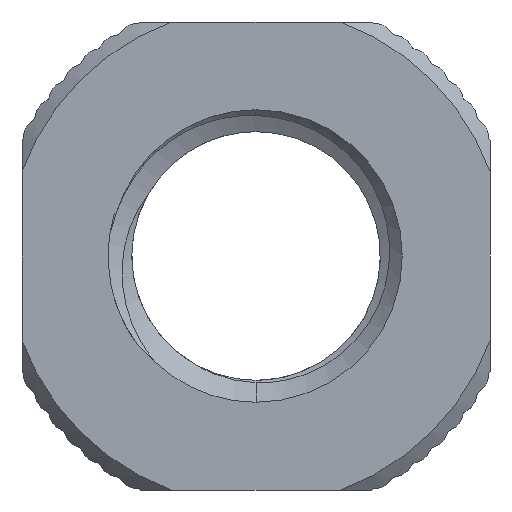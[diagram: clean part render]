
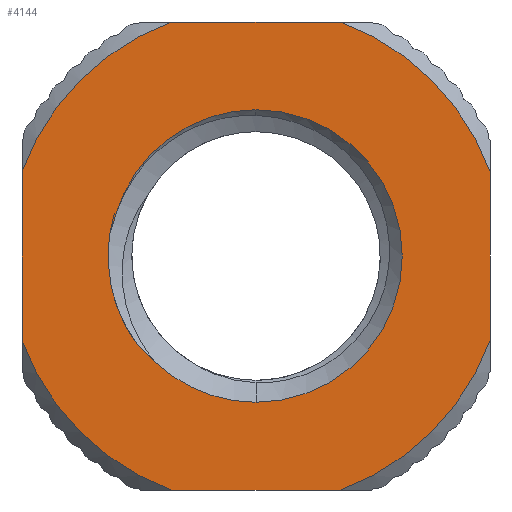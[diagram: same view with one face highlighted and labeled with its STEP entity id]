
A CAD part, front view. The second image highlights one B-rep face of the part: STEP entity #4144.
In plain terms, the highlighted planar face has unit normal (0, -1, 0).
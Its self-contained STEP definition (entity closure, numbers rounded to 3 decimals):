
#14 = DIRECTION ( 'NONE',  ( 0., 0., -1. ) ) ;
#40 = CARTESIAN_POINT ( 'NONE',  ( -5.016, -10., 0.68 ) ) ;
#68 = VERTEX_POINT ( 'NONE', #4993 ) ;
#85 = CARTESIAN_POINT ( 'NONE',  ( -4.801, -10., 1.397 ) ) ;
#219 = CARTESIAN_POINT ( 'NONE',  ( 0., -10., 0. ) ) ;
#249 = ORIENTED_EDGE ( 'NONE', *, *, #2902, .F. ) ;
#307 = VERTEX_POINT ( 'NONE', #3049 ) ;
#323 = AXIS2_PLACEMENT_3D ( 'NONE', #1189, #3977, #4040 ) ;
#373 = CARTESIAN_POINT ( 'NONE',  ( -4.811, -10., -1.608 ) ) ;
#374 = PLANE ( 'NONE',  #323 ) ;
#405 = DIRECTION ( 'NONE',  ( 0., 0., 1. ) ) ;
#433 = AXIS2_PLACEMENT_3D ( 'NONE', #441, #5389, #1700 ) ;
#438 = CARTESIAN_POINT ( 'NONE',  ( 0., -10., -5. ) ) ;
#441 = CARTESIAN_POINT ( 'NONE',  ( 0., -10., 0. ) ) ;
#459 = CARTESIAN_POINT ( 'NONE',  ( 8., -10., -2.872 ) ) ;
#647 = ORIENTED_EDGE ( 'NONE', *, *, #2933, .F. ) ;
#653 = DIRECTION ( 'NONE',  ( 0., 1., 0. ) ) ;
#663 = VERTEX_POINT ( 'NONE', #4593 ) ;
#677 = EDGE_CURVE ( 'NONE', #4672, #4108, #1244, .T. ) ;
#723 = DIRECTION ( 'NONE',  ( -1., 0., 0. ) ) ;
#801 = DIRECTION ( 'NONE',  ( 0., 0., 1. ) ) ;
#802 = CARTESIAN_POINT ( 'NONE',  ( -5.105, -10., 0.021 ) ) ;
#947 = CARTESIAN_POINT ( 'NONE',  ( -3.665, -10., -3.441 ) ) ;
#974 = LINE ( 'NONE', #4510, #5639 ) ;
#996 = VERTEX_POINT ( 'NONE', #1354 ) ;
#1189 = CARTESIAN_POINT ( 'NONE',  ( 0., -10., 0. ) ) ;
#1219 = VERTEX_POINT ( 'NONE', #2338 ) ;
#1244 = CIRCLE ( 'NONE', #4501, 5. ) ;
#1253 = CARTESIAN_POINT ( 'NONE',  ( -4.229, -10., -2.801 ) ) ;
#1338 = ORIENTED_EDGE ( 'NONE', *, *, #677, .T. ) ;
#1344 = ORIENTED_EDGE ( 'NONE', *, *, #1651, .F. ) ;
#1354 = CARTESIAN_POINT ( 'NONE',  ( 8., -10., 2.872 ) ) ;
#1418 = CARTESIAN_POINT ( 'NONE',  ( -4.028, -10., -3.066 ) ) ;
#1424 = CARTESIAN_POINT ( 'NONE',  ( -8., -10., 2.872 ) ) ;
#1428 = ORIENTED_EDGE ( 'NONE', *, *, #4256, .F. ) ;
#1445 = EDGE_LOOP ( 'NONE', ( #1864, #4815, #1344, #4052, #1428, #4288, #3288, #2879 ) ) ;
#1524 = CARTESIAN_POINT ( 'NONE',  ( -5.016, -10., 0.68 ) ) ;
#1605 = CIRCLE ( 'NONE', #5828, 8.5 ) ;
#1614 = EDGE_LOOP ( 'NONE', ( #647, #1338, #5117, #2709, #249, #3909 ) ) ;
#1621 = CARTESIAN_POINT ( 'NONE',  ( -8., -10., -8. ) ) ;
#1651 = EDGE_CURVE ( 'NONE', #663, #1219, #4715, .T. ) ;
#1674 = CARTESIAN_POINT ( 'NONE',  ( -4.695, -10., -1.921 ) ) ;
#1700 = DIRECTION ( 'NONE',  ( 0., 0., 1. ) ) ;
#1726 = CARTESIAN_POINT ( 'NONE',  ( 0., -10., 0. ) ) ;
#1813 = EDGE_CURVE ( 'NONE', #996, #4476, #3497, .T. ) ;
#1864 = ORIENTED_EDGE ( 'NONE', *, *, #5241, .F. ) ;
#2031 = CIRCLE ( 'NONE', #433, 8.5 ) ;
#2059 = EDGE_CURVE ( 'NONE', #68, #5130, #3919, .T. ) ;
#2146 = CARTESIAN_POINT ( 'NONE',  ( -5.062, -10., -0.655 ) ) ;
#2177 = AXIS2_PLACEMENT_3D ( 'NONE', #5307, #4895, #801 ) ;
#2178 = DIRECTION ( 'NONE',  ( 0., -1., 0. ) ) ;
#2202 = VERTEX_POINT ( 'NONE', #1524 ) ;
#2268 = CARTESIAN_POINT ( 'NONE',  ( -3.465, -10., -3.605 ) ) ;
#2295 = FACE_OUTER_BOUND ( 'NONE', #1445, .T. ) ;
#2329 = DIRECTION ( 'NONE',  ( 1., 0., 0. ) ) ;
#2335 = CARTESIAN_POINT ( 'NONE',  ( 0., -10., 0. ) ) ;
#2338 = CARTESIAN_POINT ( 'NONE',  ( -2.872, -10., -8. ) ) ;
#2570 = DIRECTION ( 'NONE',  ( 0., 0., 1. ) ) ;
#2665 = VECTOR ( 'NONE', #2329, 1000. ) ;
#2709 = ORIENTED_EDGE ( 'NONE', *, *, #5781, .T. ) ;
#2775 = CARTESIAN_POINT ( 'NONE',  ( 0., -10., 0. ) ) ;
#2789 = B_SPLINE_CURVE_WITH_KNOTS ( 'NONE', 3,
 ( #3535, #802, #2146, #373, #1674, #3454, #1253, #3915 ),
 .UNSPECIFIED., .F., .F.,
 ( 4, 2, 2, 4 ),
 ( 0., 0.002, 0.003, 0.004 ),
 .UNSPECIFIED. ) ;
#2800 = VERTEX_POINT ( 'NONE', #438 ) ;
#2826 = DIRECTION ( 'NONE',  ( 0., 1., 0. ) ) ;
#2879 = ORIENTED_EDGE ( 'NONE', *, *, #2059, .T. ) ;
#2902 = EDGE_CURVE ( 'NONE', #2972, #307, #3467, .T. ) ;
#2908 = CIRCLE ( 'NONE', #4404, 5. ) ;
#2927 = AXIS2_PLACEMENT_3D ( 'NONE', #2775, #5651, #3395 ) ;
#2933 = EDGE_CURVE ( 'NONE', #4672, #2202, #5224, .T. ) ;
#2970 = CARTESIAN_POINT ( 'NONE',  ( 8., -10., -8. ) ) ;
#2972 = VERTEX_POINT ( 'NONE', #3700 ) ;
#3049 = CARTESIAN_POINT ( 'NONE',  ( -3.465, -10., -3.605 ) ) ;
#3066 = CARTESIAN_POINT ( 'NONE',  ( 0., -10., 5. ) ) ;
#3098 = DIRECTION ( 'NONE',  ( 0., -1., 0. ) ) ;
#3234 = LINE ( 'NONE', #5566, #2665 ) ;
#3288 = ORIENTED_EDGE ( 'NONE', *, *, #4813, .F. ) ;
#3306 = EDGE_CURVE ( 'NONE', #4108, #2800, #5579, .T. ) ;
#3374 = EDGE_CURVE ( 'NONE', #663, #3944, #1605, .T. ) ;
#3395 = DIRECTION ( 'NONE',  ( 0., 0., 1. ) ) ;
#3431 = VECTOR ( 'NONE', #723, 1000. ) ;
#3454 = CARTESIAN_POINT ( 'NONE',  ( -4.404, -10., -2.518 ) ) ;
#3467 = B_SPLINE_CURVE_WITH_KNOTS ( 'NONE', 3,
 ( #1418, #4533, #947, #2268 ),
 .UNSPECIFIED., .F., .F.,
 ( 4, 4 ),
 ( 0., 0.001 ),
 .UNSPECIFIED. ) ;
#3497 = CIRCLE ( 'NONE', #5159, 8.5 ) ;
#3535 = CARTESIAN_POINT ( 'NONE',  ( -5.016, -10., 0.68 ) ) ;
#3617 = CARTESIAN_POINT ( 'NONE',  ( -4.89, -10., 1.165 ) ) ;
#3700 = CARTESIAN_POINT ( 'NONE',  ( -4.028, -10., -3.066 ) ) ;
#3757 = EDGE_CURVE ( 'NONE', #5340, #1219, #2031, .T. ) ;
#3909 = ORIENTED_EDGE ( 'NONE', *, *, #5324, .F. ) ;
#3915 = CARTESIAN_POINT ( 'NONE',  ( -4.028, -10., -3.066 ) ) ;
#3919 = CIRCLE ( 'NONE', #2927, 8.5 ) ;
#3932 = CARTESIAN_POINT ( 'NONE',  ( -8., -10., -2.872 ) ) ;
#3944 = VERTEX_POINT ( 'NONE', #459 ) ;
#3977 = DIRECTION ( 'NONE',  ( 0., 1., 0. ) ) ;
#4008 = VECTOR ( 'NONE', #5664, 1000. ) ;
#4040 = DIRECTION ( 'NONE',  ( 0., 0., 1. ) ) ;
#4052 = ORIENTED_EDGE ( 'NONE', *, *, #3374, .T. ) ;
#4108 = VERTEX_POINT ( 'NONE', #3066 ) ;
#4127 = DIRECTION ( 'NONE',  ( 0., 0., 1. ) ) ;
#4144 = ADVANCED_FACE ( 'NONE', ( #2295, #5058 ), #374, .F. ) ;
#4256 = EDGE_CURVE ( 'NONE', #996, #3944, #974, .T. ) ;
#4288 = ORIENTED_EDGE ( 'NONE', *, *, #1813, .T. ) ;
#4404 = AXIS2_PLACEMENT_3D ( 'NONE', #219, #653, #5168 ) ;
#4418 = CARTESIAN_POINT ( 'NONE',  ( 2.872, -10., 8. ) ) ;
#4476 = VERTEX_POINT ( 'NONE', #4418 ) ;
#4501 = AXIS2_PLACEMENT_3D ( 'NONE', #2335, #2826, #4127 ) ;
#4510 = CARTESIAN_POINT ( 'NONE',  ( 8., -10., -8. ) ) ;
#4533 = CARTESIAN_POINT ( 'NONE',  ( -3.852, -10., -3.261 ) ) ;
#4593 = CARTESIAN_POINT ( 'NONE',  ( 2.872, -10., -8. ) ) ;
#4620 = CARTESIAN_POINT ( 'NONE',  ( -4.962, -10., 0.926 ) ) ;
#4672 = VERTEX_POINT ( 'NONE', #5397 ) ;
#4715 = LINE ( 'NONE', #2970, #3431 ) ;
#4813 = EDGE_CURVE ( 'NONE', #68, #4476, #3234, .T. ) ;
#4815 = ORIENTED_EDGE ( 'NONE', *, *, #3757, .T. ) ;
#4862 = CARTESIAN_POINT ( 'NONE',  ( 0., -10., 0. ) ) ;
#4895 = DIRECTION ( 'NONE',  ( 0., 1., 0. ) ) ;
#4993 = CARTESIAN_POINT ( 'NONE',  ( -2.872, -10., 8. ) ) ;
#5058 = FACE_BOUND ( 'NONE', #1614, .T. ) ;
#5117 = ORIENTED_EDGE ( 'NONE', *, *, #3306, .T. ) ;
#5130 = VERTEX_POINT ( 'NONE', #1424 ) ;
#5159 = AXIS2_PLACEMENT_3D ( 'NONE', #1726, #3098, #405 ) ;
#5168 = DIRECTION ( 'NONE',  ( 0., 0., 1. ) ) ;
#5224 = B_SPLINE_CURVE_WITH_KNOTS ( 'NONE', 3,
 ( #85, #3617, #4620, #40 ),
 .UNSPECIFIED., .F., .F.,
 ( 4, 4 ),
 ( 0.008, 0.009 ),
 .UNSPECIFIED. ) ;
#5241 = EDGE_CURVE ( 'NONE', #5340, #5130, #5504, .T. ) ;
#5307 = CARTESIAN_POINT ( 'NONE',  ( 0., -10., 0. ) ) ;
#5324 = EDGE_CURVE ( 'NONE', #2202, #2972, #2789, .T. ) ;
#5340 = VERTEX_POINT ( 'NONE', #3932 ) ;
#5389 = DIRECTION ( 'NONE',  ( 0., -1., 0. ) ) ;
#5397 = CARTESIAN_POINT ( 'NONE',  ( -4.801, -10., 1.397 ) ) ;
#5504 = LINE ( 'NONE', #1621, #4008 ) ;
#5566 = CARTESIAN_POINT ( 'NONE',  ( 8., -10., 8. ) ) ;
#5579 = CIRCLE ( 'NONE', #2177, 5. ) ;
#5639 = VECTOR ( 'NONE', #14, 1000. ) ;
#5651 = DIRECTION ( 'NONE',  ( 0., -1., 0. ) ) ;
#5664 = DIRECTION ( 'NONE',  ( 0., 0., 1. ) ) ;
#5781 = EDGE_CURVE ( 'NONE', #2800, #307, #2908, .T. ) ;
#5828 = AXIS2_PLACEMENT_3D ( 'NONE', #4862, #2178, #2570 ) ;
